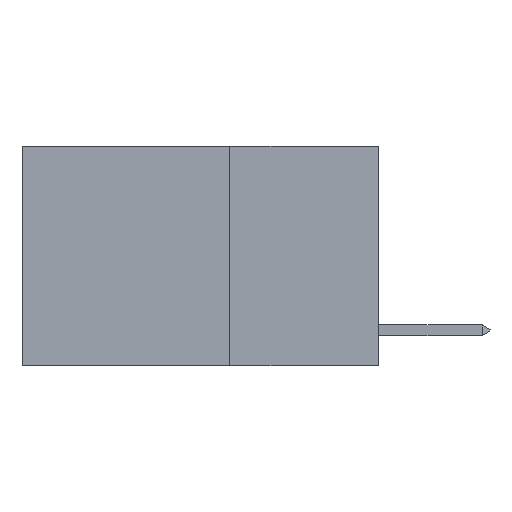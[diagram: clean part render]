
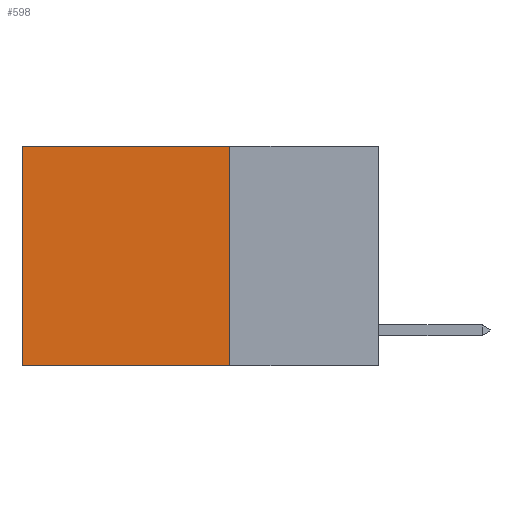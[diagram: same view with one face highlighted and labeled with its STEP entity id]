
A CAD part, left-side view. The second image highlights one B-rep face of the part: STEP entity #598.
In plain terms, the highlighted planar face has unit normal (-1, 0, 0).
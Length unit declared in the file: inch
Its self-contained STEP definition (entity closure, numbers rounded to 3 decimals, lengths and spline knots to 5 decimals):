
#381 = ORIENTED_EDGE ( 'NONE', *, *, #3885, .F. ) ;
#481 = CARTESIAN_POINT ( 'NONE',  ( 0.2625, 0.25, 0. ) ) ;
#598 = ADVANCED_FACE ( 'NONE', ( #2495 ), #5286, .F. ) ;
#1704 = DIRECTION ( 'NONE',  ( 0., 1., 0. ) ) ;
#1894 = CARTESIAN_POINT ( 'NONE',  ( 0.2625, 0.6, 0. ) ) ;
#2495 = FACE_OUTER_BOUND ( 'NONE', #10946, .T. ) ;
#2752 = VERTEX_POINT ( 'NONE', #4650 ) ;
#3106 = EDGE_CURVE ( 'NONE', #7467, #2752, #9112, .T. ) ;
#3885 = EDGE_CURVE ( 'NONE', #12796, #2752, #12845, .T. ) ;
#4011 = DIRECTION ( 'NONE',  ( 0., 0., -1. ) ) ;
#4076 = VERTEX_POINT ( 'NONE', #14992 ) ;
#4290 = ORIENTED_EDGE ( 'NONE', *, *, #3106, .T. ) ;
#4650 = CARTESIAN_POINT ( 'NONE',  ( 0.2625, 0.6, -0.37 ) ) ;
#4708 = ORIENTED_EDGE ( 'NONE', *, *, #7265, .T. ) ;
#5286 = PLANE ( 'NONE',  #14704 ) ;
#5334 = CARTESIAN_POINT ( 'NONE',  ( 0.2625, 0.25, -0.37 ) ) ;
#5720 = EDGE_CURVE ( 'NONE', #4076, #12796, #11133, .T. ) ;
#5873 = ORIENTED_EDGE ( 'NONE', *, *, #5720, .F. ) ;
#6275 = LINE ( 'NONE', #12745, #13647 ) ;
#6402 = VECTOR ( 'NONE', #14921, 39.37008 ) ;
#6495 = DIRECTION ( 'NONE',  ( 1., 0., 0. ) ) ;
#6639 = DIRECTION ( 'NONE',  ( 0., 0., -1. ) ) ;
#7265 = EDGE_CURVE ( 'NONE', #4076, #7467, #6275, .T. ) ;
#7467 = VERTEX_POINT ( 'NONE', #9266 ) ;
#9112 = LINE ( 'NONE', #1894, #9938 ) ;
#9266 = CARTESIAN_POINT ( 'NONE',  ( 0.2625, 0.6, 0. ) ) ;
#9907 = CARTESIAN_POINT ( 'NONE',  ( 0.2625, 0.25, 0. ) ) ;
#9938 = VECTOR ( 'NONE', #6639, 39.37008 ) ;
#10238 = DIRECTION ( 'NONE',  ( 0., 1., 0. ) ) ;
#10946 = EDGE_LOOP ( 'NONE', ( #4290, #381, #5873, #4708 ) ) ;
#11133 = LINE ( 'NONE', #9907, #6402 ) ;
#12745 = CARTESIAN_POINT ( 'NONE',  ( 0.2625, 0.25, 0. ) ) ;
#12796 = VERTEX_POINT ( 'NONE', #14350 ) ;
#12845 = LINE ( 'NONE', #5334, #15402 ) ;
#13647 = VECTOR ( 'NONE', #1704, 39.37008 ) ;
#14350 = CARTESIAN_POINT ( 'NONE',  ( 0.2625, 0.25, -0.37 ) ) ;
#14704 = AXIS2_PLACEMENT_3D ( 'NONE', #481, #6495, #4011 ) ;
#14921 = DIRECTION ( 'NONE',  ( 0., 0., -1. ) ) ;
#14992 = CARTESIAN_POINT ( 'NONE',  ( 0.2625, 0.25, 0. ) ) ;
#15402 = VECTOR ( 'NONE', #10238, 39.37008 ) ;
